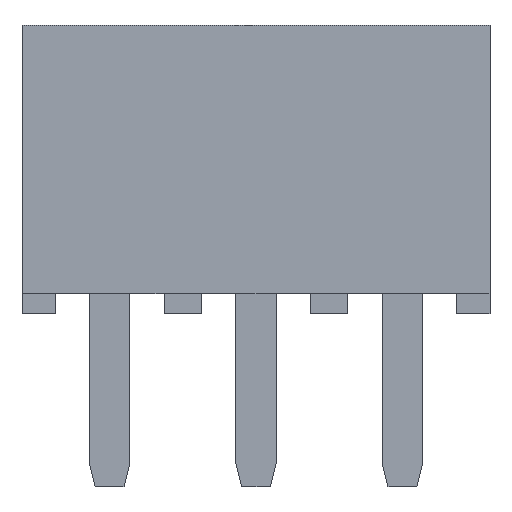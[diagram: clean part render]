
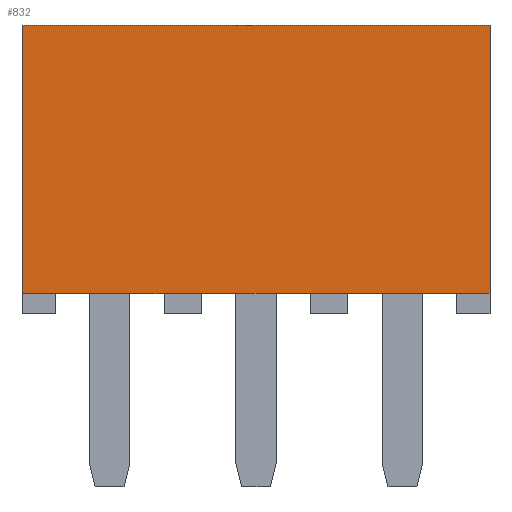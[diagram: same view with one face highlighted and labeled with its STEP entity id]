
A CAD part, top view. The second image highlights one B-rep face of the part: STEP entity #832.
In plain terms, the highlighted planar face has unit normal (0, 0, 1).
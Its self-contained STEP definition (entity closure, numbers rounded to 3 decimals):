
#1 = VERTEX_POINT ( 'NONE', #727 ) ;
#134 = CARTESIAN_POINT ( 'NONE',  ( 0., -4.65, 0. ) ) ;
#150 = CARTESIAN_POINT ( 'NONE',  ( 0., 0., 0. ) ) ;
#157 = CARTESIAN_POINT ( 'NONE',  ( 8.12, -4.65, 0. ) ) ;
#360 = DIRECTION ( 'NONE',  ( 0., 0., 1. ) ) ;
#361 = DIRECTION ( 'NONE',  ( 1., 0., 0. ) ) ;
#398 = PLANE ( 'NONE',  #1210 ) ;
#399 = CARTESIAN_POINT ( 'NONE',  ( 0., -4.65, 0. ) ) ;
#482 = CARTESIAN_POINT ( 'NONE',  ( 0., -4.65, 0. ) ) ;
#501 = CARTESIAN_POINT ( 'NONE',  ( 0., 0., 0. ) ) ;
#502 = DIRECTION ( 'NONE',  ( 1., 0., 0. ) ) ;
#515 = DIRECTION ( 'NONE',  ( 0., 1., 0. ) ) ;
#542 = DIRECTION ( 'NONE',  ( 1., 0., 0. ) ) ;
#545 = CARTESIAN_POINT ( 'NONE',  ( 0., -4.65, 0. ) ) ;
#561 = CARTESIAN_POINT ( 'NONE',  ( 8.12, -4.65, 0. ) ) ;
#573 = DIRECTION ( 'NONE',  ( 0., 1., 0. ) ) ;
#727 = CARTESIAN_POINT ( 'NONE',  ( 8.12, 0., 0. ) ) ;
#737 = VERTEX_POINT ( 'NONE', #150 ) ;
#742 = VERTEX_POINT ( 'NONE', #134 ) ;
#752 = VERTEX_POINT ( 'NONE', #157 ) ;
#832 = ADVANCED_FACE ( 'NONE', ( #1916 ), #398, .T. ) ;
#1210 = AXIS2_PLACEMENT_3D ( 'NONE', #399, #360, #361 ) ;
#1290 = EDGE_CURVE ( 'NONE', #737, #1, #1985, .T. ) ;
#1293 = EDGE_CURVE ( 'NONE', #742, #737, #1949, .T. ) ;
#1318 = EDGE_CURVE ( 'NONE', #742, #752, #2028, .T. ) ;
#1338 = EDGE_CURVE ( 'NONE', #752, #1, #2050, .T. ) ;
#1553 = EDGE_LOOP ( 'NONE', ( #1669, #1681, #1656, #1672 ) ) ;
#1656 = ORIENTED_EDGE ( 'NONE', *, *, #1318, .T. ) ;
#1669 = ORIENTED_EDGE ( 'NONE', *, *, #1290, .F. ) ;
#1672 = ORIENTED_EDGE ( 'NONE', *, *, #1338, .T. ) ;
#1681 = ORIENTED_EDGE ( 'NONE', *, *, #1293, .F. ) ;
#1916 = FACE_OUTER_BOUND ( 'NONE', #1553, .T. ) ;
#1943 = VECTOR ( 'NONE', #502, 1000. ) ;
#1949 = LINE ( 'NONE', #482, #1979 ) ;
#1979 = VECTOR ( 'NONE', #515, 1000. ) ;
#1985 = LINE ( 'NONE', #501, #1943 ) ;
#2004 = VECTOR ( 'NONE', #542, 1000. ) ;
#2028 = LINE ( 'NONE', #545, #2004 ) ;
#2050 = LINE ( 'NONE', #561, #2064 ) ;
#2064 = VECTOR ( 'NONE', #573, 1000. ) ;
